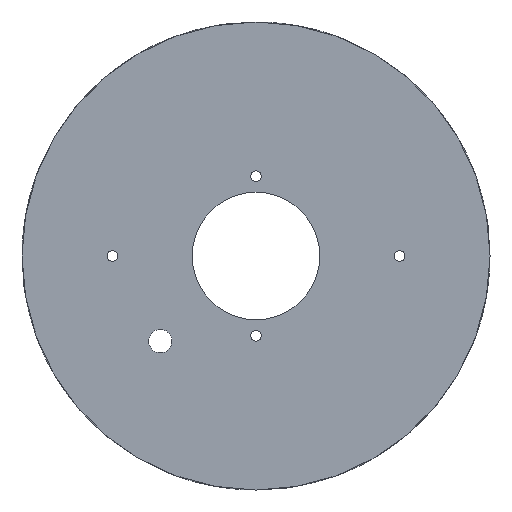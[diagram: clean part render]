
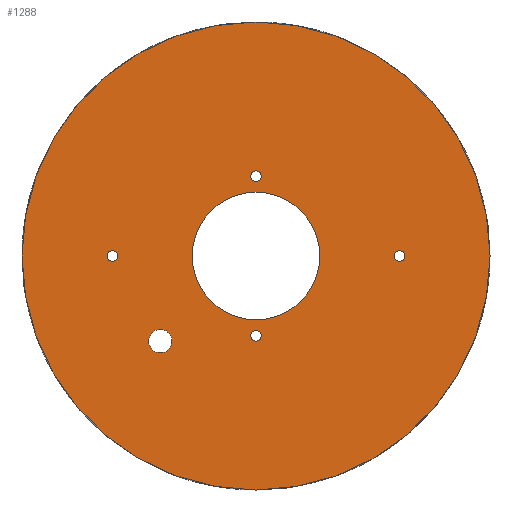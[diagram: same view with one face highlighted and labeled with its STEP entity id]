
A CAD part, left-side view. The second image highlights one B-rep face of the part: STEP entity #1288.
In plain terms, the highlighted planar face has unit normal (-1, 0, 0).
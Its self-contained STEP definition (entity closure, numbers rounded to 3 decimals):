
#261=FACE_BOUND('',#459,.T.);
#262=FACE_BOUND('',#460,.T.);
#263=FACE_BOUND('',#461,.T.);
#264=FACE_BOUND('',#462,.T.);
#265=FACE_BOUND('',#463,.T.);
#266=FACE_BOUND('',#464,.T.);
#318=PLANE('',#1460);
#385=FACE_OUTER_BOUND('',#458,.T.);
#458=EDGE_LOOP('',(#1214));
#459=EDGE_LOOP('',(#1215));
#460=EDGE_LOOP('',(#1216));
#461=EDGE_LOOP('',(#1217));
#462=EDGE_LOOP('',(#1218));
#463=EDGE_LOOP('',(#1219));
#464=EDGE_LOOP('',(#1220));
#476=CIRCLE('',#1317,6.);
#509=CIRCLE('',#1423,1.1);
#519=CIRCLE('',#1451,0.5);
#520=CIRCLE('',#1453,0.5);
#521=CIRCLE('',#1455,0.5);
#522=CIRCLE('',#1457,0.5);
#523=CIRCLE('',#1459,22.);
#532=VERTEX_POINT('',#1896);
#633=VERTEX_POINT('',#2223);
#643=VERTEX_POINT('',#2315);
#644=VERTEX_POINT('',#2319);
#645=VERTEX_POINT('',#2323);
#646=VERTEX_POINT('',#2327);
#647=VERTEX_POINT('',#2331);
#660=EDGE_CURVE('',#532,#532,#476,.T.);
#801=EDGE_CURVE('',#633,#633,#509,.T.);
#829=EDGE_CURVE('',#643,#643,#519,.T.);
#831=EDGE_CURVE('',#644,#644,#520,.T.);
#833=EDGE_CURVE('',#645,#645,#521,.T.);
#835=EDGE_CURVE('',#646,#646,#522,.T.);
#837=EDGE_CURVE('',#647,#647,#523,.F.);
#1214=ORIENTED_EDGE('',*,*,#837,.T.);
#1215=ORIENTED_EDGE('',*,*,#801,.T.);
#1216=ORIENTED_EDGE('',*,*,#829,.T.);
#1217=ORIENTED_EDGE('',*,*,#831,.T.);
#1218=ORIENTED_EDGE('',*,*,#833,.T.);
#1219=ORIENTED_EDGE('',*,*,#835,.T.);
#1220=ORIENTED_EDGE('',*,*,#660,.T.);
#1288=ADVANCED_FACE('',(#385,#261,#262,#263,#264,#265,#266),#318,.T.);
#1317=AXIS2_PLACEMENT_3D('',#1898,#1492,#1493);
#1423=AXIS2_PLACEMENT_3D('',#2225,#1776,#1777);
#1451=AXIS2_PLACEMENT_3D('',#2316,#1848,#1849);
#1453=AXIS2_PLACEMENT_3D('',#2320,#1853,#1854);
#1455=AXIS2_PLACEMENT_3D('',#2324,#1858,#1859);
#1457=AXIS2_PLACEMENT_3D('',#2328,#1863,#1864);
#1459=AXIS2_PLACEMENT_3D('',#2332,#1868,#1869);
#1460=AXIS2_PLACEMENT_3D('',#2334,#1871,#1872);
#1492=DIRECTION('center_axis',(1.,0.,0.));
#1493=DIRECTION('ref_axis',(0.,0.,-1.));
#1776=DIRECTION('center_axis',(1.,0.,0.));
#1777=DIRECTION('ref_axis',(0.,0.,-1.));
#1848=DIRECTION('center_axis',(1.,0.,0.));
#1849=DIRECTION('ref_axis',(0.,0.,1.));
#1853=DIRECTION('center_axis',(1.,0.,0.));
#1854=DIRECTION('ref_axis',(0.,0.,1.));
#1858=DIRECTION('center_axis',(1.,0.,0.));
#1859=DIRECTION('ref_axis',(0.,0.,1.));
#1863=DIRECTION('center_axis',(1.,0.,0.));
#1864=DIRECTION('ref_axis',(0.,0.,1.));
#1868=DIRECTION('center_axis',(1.,0.,0.));
#1869=DIRECTION('ref_axis',(0.,0.,-1.));
#1871=DIRECTION('center_axis',(-1.,0.,0.));
#1872=DIRECTION('ref_axis',(0.,0.,1.));
#1896=CARTESIAN_POINT('',(-5.,-27.,6.));
#1898=CARTESIAN_POINT('Origin',(-5.,-27.,0.));
#2223=CARTESIAN_POINT('',(-5.,-18.,-6.9));
#2225=CARTESIAN_POINT('Origin',(-5.,-18.,-8.));
#2315=CARTESIAN_POINT('',(-5.,-40.5,-0.5));
#2316=CARTESIAN_POINT('Origin',(-5.,-40.5,0.));
#2319=CARTESIAN_POINT('',(-5.,-27.,-8.));
#2320=CARTESIAN_POINT('Origin',(-5.,-27.,-7.5));
#2323=CARTESIAN_POINT('',(-5.,-27.,7.));
#2324=CARTESIAN_POINT('Origin',(-5.,-27.,7.5));
#2327=CARTESIAN_POINT('',(-5.,-13.5,-0.5));
#2328=CARTESIAN_POINT('Origin',(-5.,-13.5,0.));
#2331=CARTESIAN_POINT('',(-5.,-27.,22.));
#2332=CARTESIAN_POINT('Origin',(-5.,-27.,0.));
#2334=CARTESIAN_POINT('Origin',(-5.,-27.,0.));
